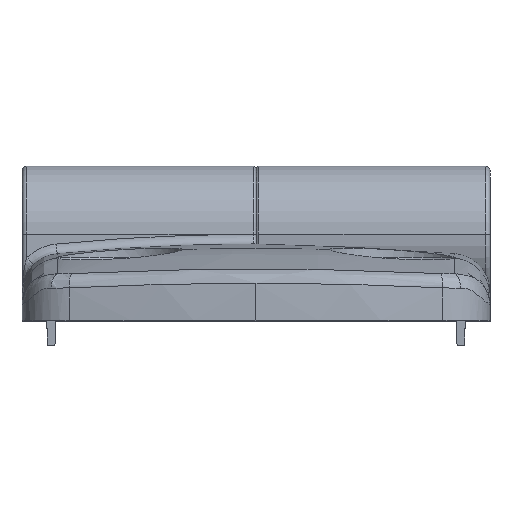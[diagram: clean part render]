
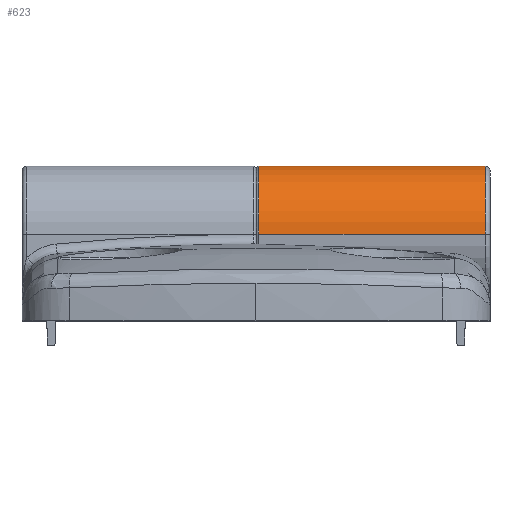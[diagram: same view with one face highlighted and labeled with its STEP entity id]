
A CAD part, top view. The second image highlights one B-rep face of the part: STEP entity #623.
In plain terms, the highlighted cylindrical face has radius 7 mm (diameter 14 mm), a partial arc.
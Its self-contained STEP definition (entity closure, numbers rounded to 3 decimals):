
#20 = DIRECTION ( 'NONE',  ( 0., 0., 1. ) ) ;
#372 = CARTESIAN_POINT ( 'NONE',  ( -10.33, 11.441, 10.285 ) ) ;
#623 = ADVANCED_FACE ( 'NONE', ( #7552 ), #2925, .T. ) ;
#748 = ORIENTED_EDGE ( 'NONE', *, *, #6346, .T. ) ;
#850 = DIRECTION ( 'NONE',  ( 1., 0., 0. ) ) ;
#908 = EDGE_LOOP ( 'NONE', ( #4150, #748, #6153, #5465 ) ) ;
#979 = AXIS2_PLACEMENT_3D ( 'NONE', #1680, #6898, #5706 ) ;
#1247 = CARTESIAN_POINT ( 'NONE',  ( -9.83, 11.441, 10.285 ) ) ;
#1461 = CARTESIAN_POINT ( 'NONE',  ( -33.53, 11.441, 17.285 ) ) ;
#1680 = CARTESIAN_POINT ( 'NONE',  ( -9.83, 11.441, 17.285 ) ) ;
#2166 = DIRECTION ( 'NONE',  ( -1., 0., 0. ) ) ;
#2925 = CYLINDRICAL_SURFACE ( 'NONE', #979, 7. ) ;
#3025 = DIRECTION ( 'NONE',  ( -1., 0., 0. ) ) ;
#3129 = CIRCLE ( 'NONE', #7446, 7. ) ;
#3816 = VERTEX_POINT ( 'NONE', #5548 ) ;
#3864 = LINE ( 'NONE', #7421, #4466 ) ;
#4112 = CARTESIAN_POINT ( 'NONE',  ( -10.33, 11.441, 17.285 ) ) ;
#4150 = ORIENTED_EDGE ( 'NONE', *, *, #5702, .F. ) ;
#4181 = LINE ( 'NONE', #1247, #6211 ) ;
#4297 = VERTEX_POINT ( 'NONE', #4754 ) ;
#4466 = VECTOR ( 'NONE', #2166, 1000. ) ;
#4509 = EDGE_CURVE ( 'NONE', #3816, #4570, #3129, .T. ) ;
#4570 = VERTEX_POINT ( 'NONE', #4587 ) ;
#4587 = CARTESIAN_POINT ( 'NONE',  ( -33.53, 11.441, 24.285 ) ) ;
#4754 = CARTESIAN_POINT ( 'NONE',  ( -10.33, 11.441, 24.285 ) ) ;
#4869 = VERTEX_POINT ( 'NONE', #372 ) ;
#5216 = AXIS2_PLACEMENT_3D ( 'NONE', #4112, #5827, #20 ) ;
#5465 = ORIENTED_EDGE ( 'NONE', *, *, #4509, .T. ) ;
#5548 = CARTESIAN_POINT ( 'NONE',  ( -33.53, 11.441, 10.285 ) ) ;
#5702 = EDGE_CURVE ( 'NONE', #4297, #4570, #3864, .T. ) ;
#5706 = DIRECTION ( 'NONE',  ( 0., 0., 1. ) ) ;
#5827 = DIRECTION ( 'NONE',  ( -1., 0., 0. ) ) ;
#5869 = EDGE_CURVE ( 'NONE', #4869, #3816, #4181, .T. ) ;
#6153 = ORIENTED_EDGE ( 'NONE', *, *, #5869, .T. ) ;
#6185 = DIRECTION ( 'NONE',  ( 0., 0., -1. ) ) ;
#6211 = VECTOR ( 'NONE', #3025, 1000. ) ;
#6346 = EDGE_CURVE ( 'NONE', #4297, #4869, #7072, .T. ) ;
#6898 = DIRECTION ( 'NONE',  ( -1., 0., 0. ) ) ;
#7072 = CIRCLE ( 'NONE', #5216, 7. ) ;
#7421 = CARTESIAN_POINT ( 'NONE',  ( -9.83, 11.441, 24.285 ) ) ;
#7446 = AXIS2_PLACEMENT_3D ( 'NONE', #1461, #850, #6185 ) ;
#7552 = FACE_OUTER_BOUND ( 'NONE', #908, .T. ) ;
